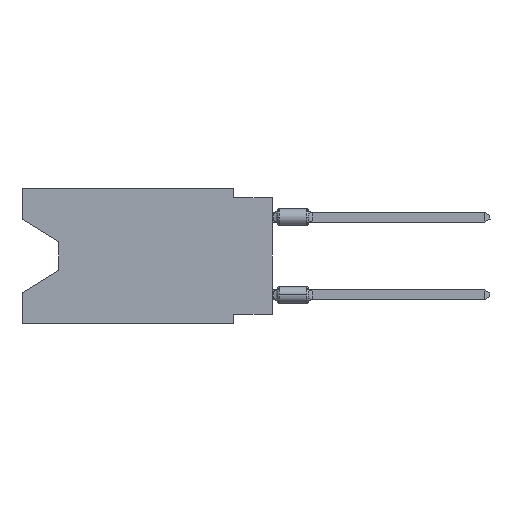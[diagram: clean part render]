
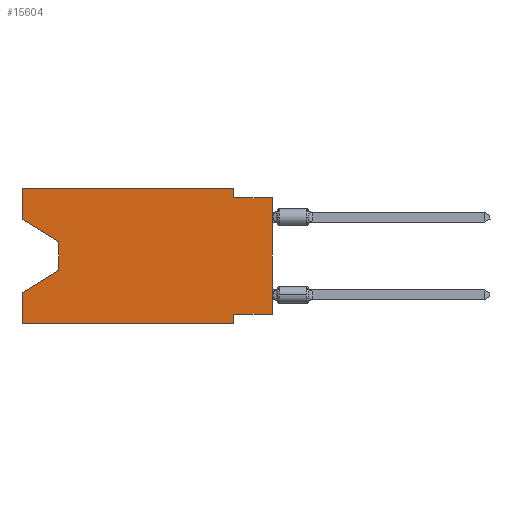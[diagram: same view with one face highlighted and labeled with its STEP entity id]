
A CAD part, left-side view. The second image highlights one B-rep face of the part: STEP entity #15604.
In plain terms, the highlighted planar face has unit normal (-1, 0, 0).
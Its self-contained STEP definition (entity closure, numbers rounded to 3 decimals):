
#464 = ORIENTED_EDGE ( 'NONE', *, *, #56063, .T. ) ;
#595 = LINE ( 'NONE', #17343, #21146 ) ;
#623 = DIRECTION ( 'NONE',  ( 0., 0., 1. ) ) ;
#1196 = VERTEX_POINT ( 'NONE', #23909 ) ;
#1766 = PLANE ( 'NONE',  #5863 ) ;
#2381 = CARTESIAN_POINT ( 'NONE',  ( 0., 0., -0.635 ) ) ;
#2890 = DIRECTION ( 'NONE',  ( 0., 0., -1. ) ) ;
#3203 = CARTESIAN_POINT ( 'NONE',  ( 0., 16.383, 0. ) ) ;
#4291 = LINE ( 'NONE', #26399, #17906 ) ;
#4887 = CARTESIAN_POINT ( 'NONE',  ( 0., 0., -8.255 ) ) ;
#4984 = DIRECTION ( 'NONE',  ( 0., 0., -1. ) ) ;
#5547 = ORIENTED_EDGE ( 'NONE', *, *, #15247, .F. ) ;
#5580 = CARTESIAN_POINT ( 'NONE',  ( 0., 13.97, -3.505 ) ) ;
#5863 = AXIS2_PLACEMENT_3D ( 'NONE', #12106, #46336, #55984 ) ;
#6614 = ORIENTED_EDGE ( 'NONE', *, *, #52202, .T. ) ;
#7770 = DIRECTION ( 'NONE',  ( 0., -1., 0. ) ) ;
#8594 = EDGE_CURVE ( 'NONE', #8974, #41862, #25800, .T. ) ;
#8974 = VERTEX_POINT ( 'NONE', #53437 ) ;
#9019 = DIRECTION ( 'NONE',  ( 0., -1., 0. ) ) ;
#9615 = ORIENTED_EDGE ( 'NONE', *, *, #8594, .T. ) ;
#9726 = DIRECTION ( 'NONE',  ( 0., -1., 0. ) ) ;
#10685 = LINE ( 'NONE', #47816, #50348 ) ;
#10920 = DIRECTION ( 'NONE',  ( 0., 0.855, -0.519 ) ) ;
#11267 = LINE ( 'NONE', #38716, #48386 ) ;
#11593 = CARTESIAN_POINT ( 'NONE',  ( 0., 13.97, -5.385 ) ) ;
#12106 = CARTESIAN_POINT ( 'NONE',  ( 0., 16.383, 0. ) ) ;
#13753 = VECTOR ( 'NONE', #66151, 1000. ) ;
#13808 = CARTESIAN_POINT ( 'NONE',  ( 0., 13.97, -3.505 ) ) ;
#13936 = CARTESIAN_POINT ( 'NONE',  ( 0., 2.54, -8.89 ) ) ;
#15247 = EDGE_CURVE ( 'NONE', #33116, #1196, #50099, .T. ) ;
#15589 = VERTEX_POINT ( 'NONE', #31157 ) ;
#15604 = ADVANCED_FACE ( 'NONE', ( #34221 ), #1766, .F. ) ;
#15634 = LINE ( 'NONE', #49846, #25210 ) ;
#15719 = EDGE_LOOP ( 'NONE', ( #6614, #464, #31278, #31604, #9615, #38893, #5547, #15960, #29435, #17939, #30406, #54203 ) ) ;
#15941 = DIRECTION ( 'NONE',  ( 0., 0., -1. ) ) ;
#15960 = ORIENTED_EDGE ( 'NONE', *, *, #56700, .T. ) ;
#15973 = EDGE_CURVE ( 'NONE', #8974, #32964, #15634, .T. ) ;
#17343 = CARTESIAN_POINT ( 'NONE',  ( 0., 16.383, 0. ) ) ;
#17901 = CARTESIAN_POINT ( 'NONE',  ( 0., 2.54, -8.89 ) ) ;
#17906 = VECTOR ( 'NONE', #63505, 1000. ) ;
#17939 = ORIENTED_EDGE ( 'NONE', *, *, #69527, .F. ) ;
#19475 = EDGE_CURVE ( 'NONE', #68708, #32964, #11267, .T. ) ;
#21146 = VECTOR ( 'NONE', #60175, 1000. ) ;
#21500 = LINE ( 'NONE', #43252, #24274 ) ;
#22295 = CARTESIAN_POINT ( 'NONE',  ( 0., 0., -8.255 ) ) ;
#23909 = CARTESIAN_POINT ( 'NONE',  ( 0., 2.54, -8.255 ) ) ;
#24274 = VECTOR ( 'NONE', #9019, 1000. ) ;
#24739 = CARTESIAN_POINT ( 'NONE',  ( 0., 16.383, -8.89 ) ) ;
#25210 = VECTOR ( 'NONE', #623, 1000. ) ;
#25800 = LINE ( 'NONE', #24739, #33293 ) ;
#25861 = DIRECTION ( 'NONE',  ( 0., -0.855, -0.519 ) ) ;
#26399 = CARTESIAN_POINT ( 'NONE',  ( 0., 0., 0. ) ) ;
#28540 = VERTEX_POINT ( 'NONE', #2381 ) ;
#29435 = ORIENTED_EDGE ( 'NONE', *, *, #41013, .F. ) ;
#30406 = ORIENTED_EDGE ( 'NONE', *, *, #34001, .F. ) ;
#31157 = CARTESIAN_POINT ( 'NONE',  ( 0., 2.54, 0. ) ) ;
#31278 = ORIENTED_EDGE ( 'NONE', *, *, #19475, .T. ) ;
#31573 = CARTESIAN_POINT ( 'NONE',  ( 0., 2.54, -0.635 ) ) ;
#31604 = ORIENTED_EDGE ( 'NONE', *, *, #15973, .F. ) ;
#32964 = VERTEX_POINT ( 'NONE', #45412 ) ;
#33116 = VERTEX_POINT ( 'NONE', #4887 ) ;
#33293 = VECTOR ( 'NONE', #9726, 1000. ) ;
#34001 = EDGE_CURVE ( 'NONE', #46297, #15589, #21500, .T. ) ;
#34221 = FACE_OUTER_BOUND ( 'NONE', #15719, .T. ) ;
#36555 = CARTESIAN_POINT ( 'NONE',  ( 0., 16.383, -2.038 ) ) ;
#37003 = LINE ( 'NONE', #5580, #52017 ) ;
#38716 = CARTESIAN_POINT ( 'NONE',  ( 0., 13.97, -5.385 ) ) ;
#38893 = ORIENTED_EDGE ( 'NONE', *, *, #41820, .F. ) ;
#39494 = EDGE_CURVE ( 'NONE', #49954, #46297, #595, .T. ) ;
#40232 = VECTOR ( 'NONE', #2890, 1000. ) ;
#40602 = LINE ( 'NONE', #49908, #45167 ) ;
#41013 = EDGE_CURVE ( 'NONE', #44183, #28540, #40602, .T. ) ;
#41046 = LINE ( 'NONE', #13936, #40232 ) ;
#41820 = EDGE_CURVE ( 'NONE', #1196, #41862, #41046, .T. ) ;
#41862 = VERTEX_POINT ( 'NONE', #17901 ) ;
#43252 = CARTESIAN_POINT ( 'NONE',  ( 0., 16.383, 0. ) ) ;
#43815 = VECTOR ( 'NONE', #25861, 1000. ) ;
#44183 = VERTEX_POINT ( 'NONE', #31573 ) ;
#45167 = VECTOR ( 'NONE', #7770, 1000. ) ;
#45412 = CARTESIAN_POINT ( 'NONE',  ( 0., 16.383, -6.852 ) ) ;
#46297 = VERTEX_POINT ( 'NONE', #3203 ) ;
#46336 = DIRECTION ( 'NONE',  ( 1., 0., 0. ) ) ;
#47816 = CARTESIAN_POINT ( 'NONE',  ( 0., 2.54, 0. ) ) ;
#48386 = VECTOR ( 'NONE', #10920, 1000. ) ;
#49846 = CARTESIAN_POINT ( 'NONE',  ( 0., 16.383, 0. ) ) ;
#49908 = CARTESIAN_POINT ( 'NONE',  ( 0., 0., -0.635 ) ) ;
#49954 = VERTEX_POINT ( 'NONE', #63144 ) ;
#50099 = LINE ( 'NONE', #22295, #13753 ) ;
#50348 = VECTOR ( 'NONE', #4984, 1000. ) ;
#51672 = VERTEX_POINT ( 'NONE', #13808 ) ;
#52017 = VECTOR ( 'NONE', #15941, 1000. ) ;
#52202 = EDGE_CURVE ( 'NONE', #49954, #51672, #54021, .T. ) ;
#53437 = CARTESIAN_POINT ( 'NONE',  ( 0., 16.383, -8.89 ) ) ;
#54021 = LINE ( 'NONE', #36555, #43815 ) ;
#54203 = ORIENTED_EDGE ( 'NONE', *, *, #39494, .F. ) ;
#55984 = DIRECTION ( 'NONE',  ( 0., 0., -1. ) ) ;
#56063 = EDGE_CURVE ( 'NONE', #51672, #68708, #37003, .T. ) ;
#56700 = EDGE_CURVE ( 'NONE', #33116, #28540, #4291, .T. ) ;
#60175 = DIRECTION ( 'NONE',  ( 0., 0., 1. ) ) ;
#63144 = CARTESIAN_POINT ( 'NONE',  ( 0., 16.383, -2.038 ) ) ;
#63505 = DIRECTION ( 'NONE',  ( 0., 0., 1. ) ) ;
#66151 = DIRECTION ( 'NONE',  ( 0., 1., 0. ) ) ;
#68708 = VERTEX_POINT ( 'NONE', #11593 ) ;
#69527 = EDGE_CURVE ( 'NONE', #15589, #44183, #10685, .T. ) ;
